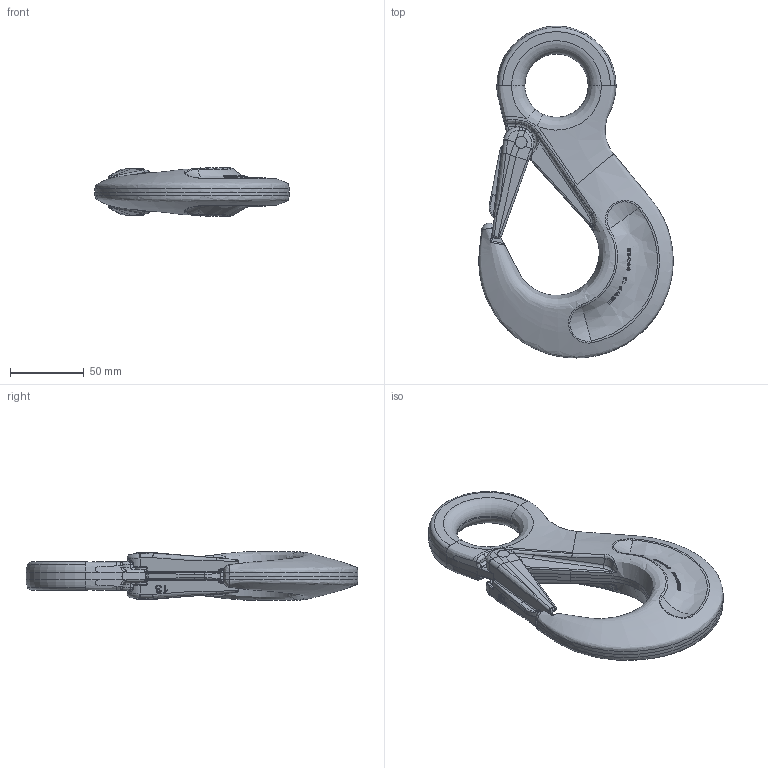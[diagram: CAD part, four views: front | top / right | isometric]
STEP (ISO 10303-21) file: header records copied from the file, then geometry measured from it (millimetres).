
FILE_DESCRIPTION(/* description */ (''),/* implementation_level */ '2;1');
FILE_NAME(/* name */ 'pewag_HSWP_13',/* time_stamp */ '2010-02-12T09:49:28+01:00',/* author */ (''),/* organization */ (''),/* preprocessor_version */ 'ST-DEVELOPER v9',/* originating_system */ 'UGS - NX 4.0',/* authorisation */ '');
FILE_SCHEMA (('AUTOMOTIVE_DESIGN { 1 0 10303 214 1 1 1 1 }'));
Length unit declared in the file: millimetre
Products named in the file (1): ritDA3Bps97
Bounding box: 131.97 x 225.5 x 33.03 mm (x, y, z)
Volume: 283905.1 mm3; surface area: 51351.5 mm2
Topology: 3 solids, 3 shells, 719 faces, 1864 edges, 1150 vertices
Faces by surface type: bspline 228, plane 211, extrusion 137, cylinder 105, torus 20, sphere 6, cone 6, revolution 6
Full cylindrical faces by diameter (mm): 8 x4, 43 x1
Entity records: 48483 total; most frequent: CARTESIAN_POINT 33762, ORIENTED_EDGE 3648, DIRECTION 2003, EDGE_CURVE 1824, VERTEX_POINT 1145, B_SPLINE_CURVE_WITH_KNOTS 1119, EDGE_LOOP 761, ADVANCED_FACE 719
